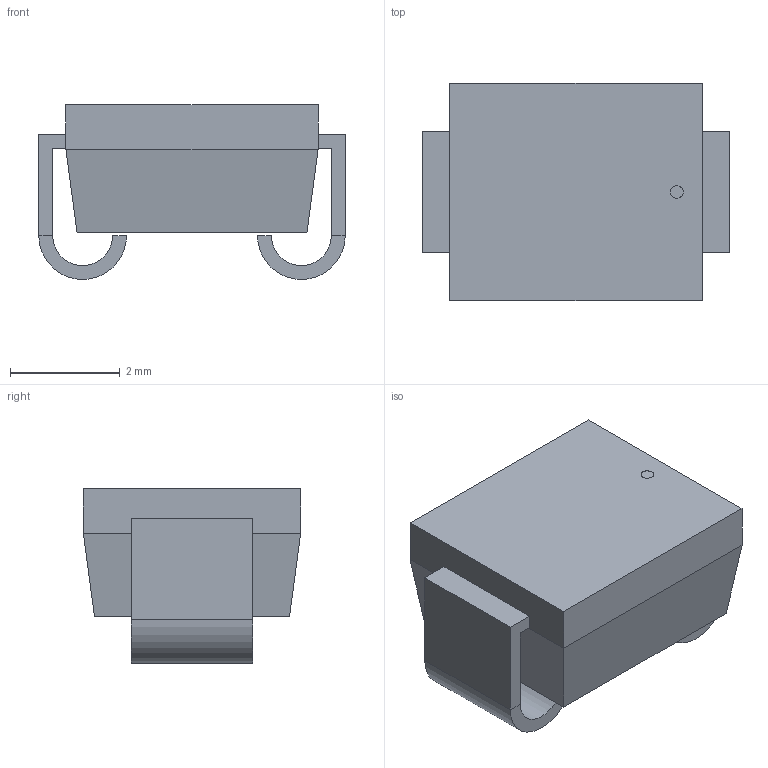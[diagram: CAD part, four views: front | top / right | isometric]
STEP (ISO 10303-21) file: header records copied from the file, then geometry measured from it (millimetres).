
FILE_DESCRIPTION(('FreeCAD Model'),'2;1');
FILE_NAME( 'part035_cp.step', '2019-11-05T12:08:53',('kicad StepUp'),('ksu MCAD'), 'Open CASCADE STEP processor 7.3','FreeCAD','Unknown');
FILE_SCHEMA(('AUTOMOTIVE_DESIGN { 1 0 10303 214 1 1 1 1 }'));
Length unit declared in the file: millimetre
Products named in the file (1): part035_cp
Bounding box: 5.59 x 3.96 x 3.19 mm (x, y, z)
Volume: 0 mm3; surface area: 115.9 mm2
Topology: 1 solids, 35 shells, 37 faces, 147 edges, 146 vertices
Faces by surface type: plane 32, cylinder 5
Full cylindrical faces by diameter (mm): 0.23 x1
Entity records: 1839 total; most frequent: CARTESIAN_POINT 332, DIRECTION 240, ORIENTED_EDGE 150, EDGE_CURVE 147, VERTEX_POINT 146, LINE 128, VECTOR 128, AXIS2_PLACEMENT_3D 56
